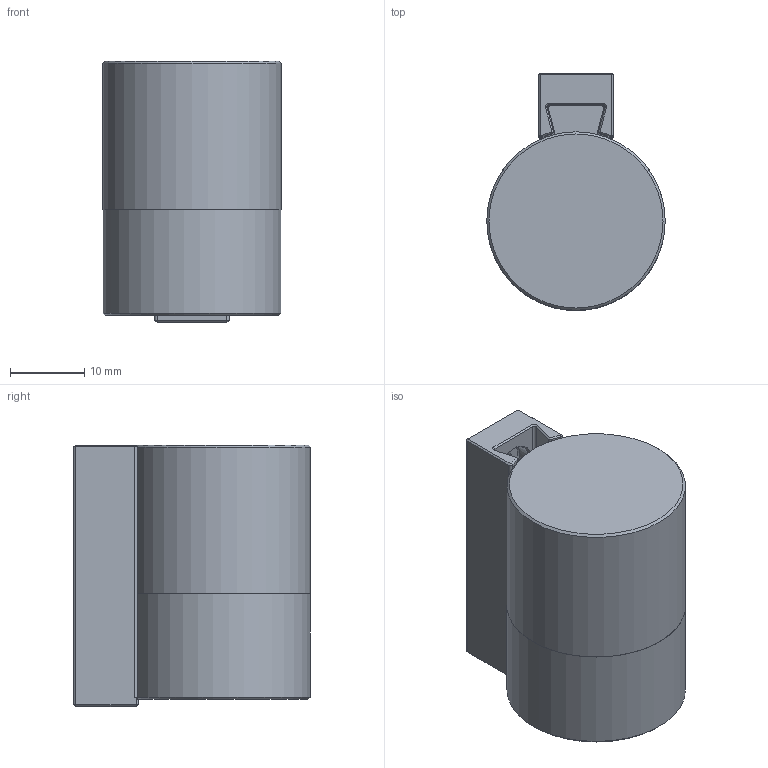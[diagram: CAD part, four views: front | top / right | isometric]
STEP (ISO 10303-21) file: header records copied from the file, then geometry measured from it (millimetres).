
FILE_DESCRIPTION(/* description */ (''),/* implementation_level */ '2;1');
FILE_NAME(/* name */ '50g_weight_holder.step',/* time_stamp */ '2024-06-05T21:10:54+12:00',/* author */ (''),/* organization */ (''),/* preprocessor_version */ 'ST-DEVELOPER v20',/* originating_system */ 'Autodesk Translation Framework v12.20.1.177',/* authorisation */ '');
FILE_SCHEMA (('AUTOMOTIVE_DESIGN { 1 0 10303 214 3 1 1 }'));
Length unit declared in the file: millimetre
Products named in the file (1): 50g_weight_holder
Bounding box: 24 x 31.84 x 35.2 mm (x, y, z)
Volume: 7400.3 mm3; surface area: 9323.9 mm2
Topology: 3 solids, 3 shells, 109 faces, 231 edges, 129 vertices
Faces by surface type: plane 37, cone 33, cylinder 29, torus 8, bspline 2
Full cylindrical faces by diameter (mm): 3.4 x2, 6.1 x2, 20 x2, 21.7 x1, 22.2 x1, 24 x1
Entity records: 2927 total; most frequent: CARTESIAN_POINT 536, DIRECTION 531, ORIENTED_EDGE 450, EDGE_CURVE 225, AXIS2_PLACEMENT_3D 206, VERTEX_POINT 129, EDGE_LOOP 120, LINE 119
